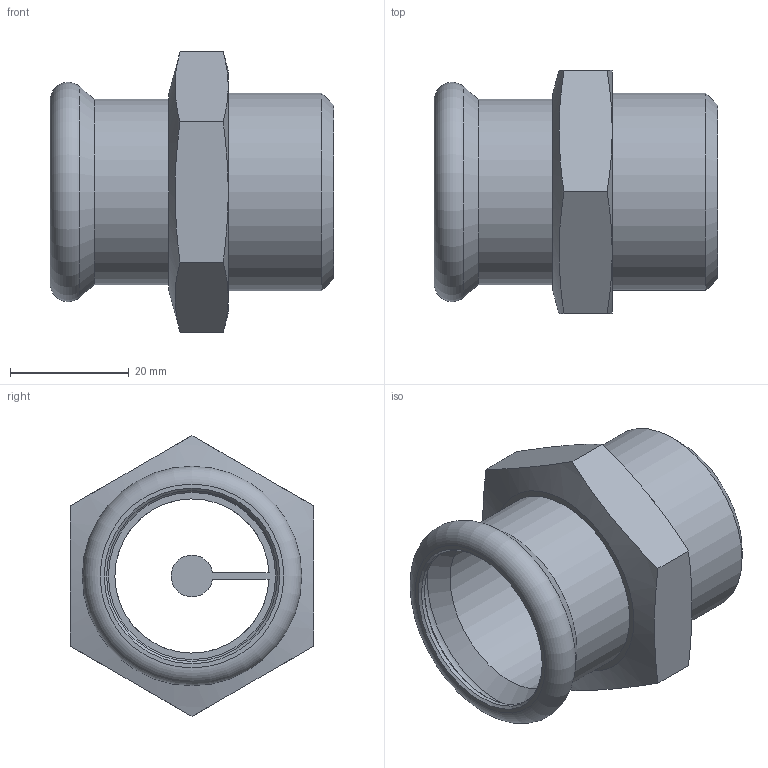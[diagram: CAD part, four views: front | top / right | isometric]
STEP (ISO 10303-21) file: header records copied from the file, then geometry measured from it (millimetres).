
FILE_DESCRIPTION(/* description */ (''),/* implementation_level */ '2;1');
FILE_NAME(/* name */ '31708.stp',/* time_stamp */ '2014-04-01T20:15:36+02:00',/* author */ ('bruh'),/* organization */ (''),/* preprocessor_version */ 'ST-DEVELOPER v15.2',/* originating_system */ 'Autodesk Inventor 2014',/* authorisation */ '');
FILE_SCHEMA (('AUTOMOTIVE_DESIGN { 1 0 10303 214 3 1 1 }'));
Length unit declared in the file: millimetre
Products named in the file (2): 100929; 31708
Bounding box: 47.8 x 41 x 47.34 mm (x, y, z)
Volume: 17702.9 mm3; surface area: 11582.8 mm2
Topology: 1 solids, 1 shells, 35 faces, 73 edges, 44 vertices
Faces by surface type: plane 15, cone 12, cylinder 6, torus 2
Full cylindrical faces by diameter (mm): 26 x1, 28.2 x1, 28.8 x1, 31.3 x1, 33.25 x1
Entity records: 916 total; most frequent: CARTESIAN_POINT 176, DIRECTION 144, ORIENTED_EDGE 118, AXIS2_PLACEMENT_3D 65, EDGE_CURVE 59, EDGE_LOOP 54, VERTEX_POINT 43, STYLED_ITEM 36
